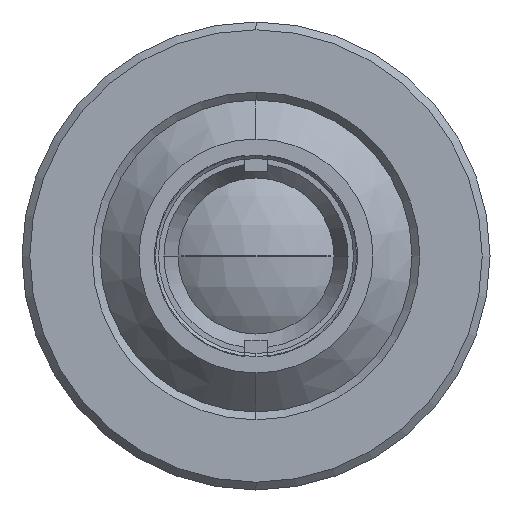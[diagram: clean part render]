
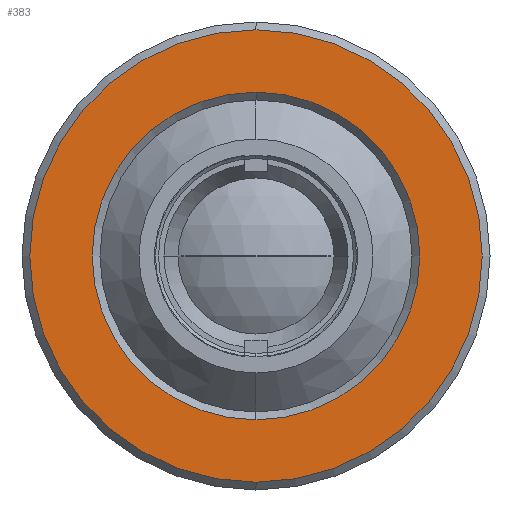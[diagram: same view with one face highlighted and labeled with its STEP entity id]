
A CAD part, left-side view. The second image highlights one B-rep face of the part: STEP entity #383.
In plain terms, the highlighted planar face has unit normal (-1, 0, 0).
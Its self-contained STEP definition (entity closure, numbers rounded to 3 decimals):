
#22 = VERTEX_POINT ( 'NONE', #1392 ) ;
#46 = EDGE_CURVE ( 'NONE', #856, #22, #1290, .T. ) ;
#91 = CARTESIAN_POINT ( 'NONE',  ( 100.9, 0., 0. ) ) ;
#238 = CARTESIAN_POINT ( 'NONE',  ( 100.9, 11., 0. ) ) ;
#243 = CARTESIAN_POINT ( 'NONE',  ( 100.9, 0., 14.5 ) ) ;
#268 = DIRECTION ( 'NONE',  ( 1., 0., 0. ) ) ;
#280 = CARTESIAN_POINT ( 'NONE',  ( 100.9, 0., 0. ) ) ;
#383 = ADVANCED_FACE ( 'NONE', ( #713, #1509 ), #1361, .F. ) ;
#402 = EDGE_CURVE ( 'NONE', #1767, #1904, #985, .T. ) ;
#575 = DIRECTION ( 'NONE',  ( 0., 0., -1. ) ) ;
#713 = FACE_BOUND ( 'NONE', #880, .T. ) ;
#735 = EDGE_CURVE ( 'NONE', #1904, #1767, #827, .T. ) ;
#759 = AXIS2_PLACEMENT_3D ( 'NONE', #91, #1042, #1349 ) ;
#780 = ORIENTED_EDGE ( 'NONE', *, *, #735, .T. ) ;
#788 = EDGE_CURVE ( 'NONE', #22, #856, #1674, .T. ) ;
#796 = AXIS2_PLACEMENT_3D ( 'NONE', #280, #1063, #1041 ) ;
#825 = AXIS2_PLACEMENT_3D ( 'NONE', #1331, #1630, #1828 ) ;
#827 = CIRCLE ( 'NONE', #1221, 14.5 ) ;
#856 = VERTEX_POINT ( 'NONE', #1903 ) ;
#880 = EDGE_LOOP ( 'NONE', ( #1376, #1428 ) ) ;
#887 = DIRECTION ( 'NONE',  ( -1., 0., 0. ) ) ;
#969 = ORIENTED_EDGE ( 'NONE', *, *, #402, .T. ) ;
#985 = CIRCLE ( 'NONE', #825, 14.5 ) ;
#1033 = CARTESIAN_POINT ( 'NONE',  ( 100.9, 0., 0. ) ) ;
#1041 = DIRECTION ( 'NONE',  ( 0., 0., -1. ) ) ;
#1042 = DIRECTION ( 'NONE',  ( 1., 0., 0. ) ) ;
#1063 = DIRECTION ( 'NONE',  ( 1., 0., 0. ) ) ;
#1221 = AXIS2_PLACEMENT_3D ( 'NONE', #1033, #887, #1328 ) ;
#1290 = CIRCLE ( 'NONE', #796, 10.5 ) ;
#1325 = AXIS2_PLACEMENT_3D ( 'NONE', #238, #268, #575 ) ;
#1328 = DIRECTION ( 'NONE',  ( 0., 0., -1. ) ) ;
#1331 = CARTESIAN_POINT ( 'NONE',  ( 100.9, 0., 0. ) ) ;
#1349 = DIRECTION ( 'NONE',  ( 0., 0., -1. ) ) ;
#1361 = PLANE ( 'NONE',  #1325 ) ;
#1376 = ORIENTED_EDGE ( 'NONE', *, *, #46, .T. ) ;
#1392 = CARTESIAN_POINT ( 'NONE',  ( 100.9, 0., -10.5 ) ) ;
#1428 = ORIENTED_EDGE ( 'NONE', *, *, #788, .T. ) ;
#1450 = EDGE_LOOP ( 'NONE', ( #780, #969 ) ) ;
#1509 = FACE_OUTER_BOUND ( 'NONE', #1450, .T. ) ;
#1630 = DIRECTION ( 'NONE',  ( -1., 0., 0. ) ) ;
#1674 = CIRCLE ( 'NONE', #759, 10.5 ) ;
#1714 = CARTESIAN_POINT ( 'NONE',  ( 100.9, 0., -14.5 ) ) ;
#1767 = VERTEX_POINT ( 'NONE', #243 ) ;
#1828 = DIRECTION ( 'NONE',  ( 0., 0., -1. ) ) ;
#1903 = CARTESIAN_POINT ( 'NONE',  ( 100.9, 0., 10.5 ) ) ;
#1904 = VERTEX_POINT ( 'NONE', #1714 ) ;
